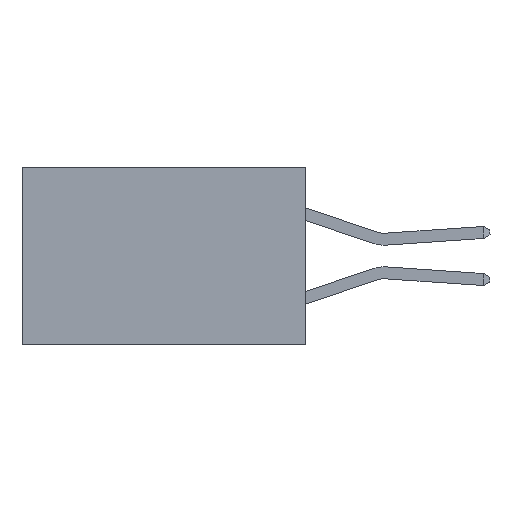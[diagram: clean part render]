
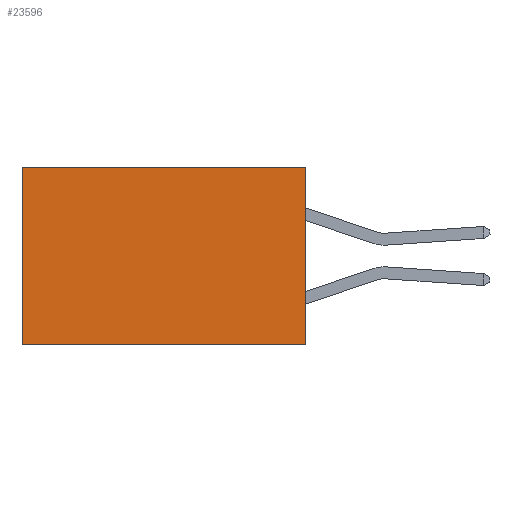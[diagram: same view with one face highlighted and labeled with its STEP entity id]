
A CAD part, left-side view. The second image highlights one B-rep face of the part: STEP entity #23596.
In plain terms, the highlighted planar face has unit normal (-1, 0, 0).
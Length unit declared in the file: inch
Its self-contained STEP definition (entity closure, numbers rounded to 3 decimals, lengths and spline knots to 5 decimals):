
#532 = CARTESIAN_POINT ( 'NONE',  ( 0.277, 0., -0.37 ) ) ;
#2377 = AXIS2_PLACEMENT_3D ( 'NONE', #532, #17128, #2987 ) ;
#2987 = DIRECTION ( 'NONE',  ( 0., 0., -1. ) ) ;
#3758 = DIRECTION ( 'NONE',  ( 0., 1., 0. ) ) ;
#4668 = VECTOR ( 'NONE', #6749, 39.37008 ) ;
#4989 = VERTEX_POINT ( 'NONE', #9654 ) ;
#5218 = ORIENTED_EDGE ( 'NONE', *, *, #25184, .T. ) ;
#6468 = VECTOR ( 'NONE', #25289, 39.37008 ) ;
#6541 = CARTESIAN_POINT ( 'NONE',  ( 0.277, 0.59, 0. ) ) ;
#6749 = DIRECTION ( 'NONE',  ( 0., 0., -1. ) ) ;
#6929 = CARTESIAN_POINT ( 'NONE',  ( 0.277, 0.59, -0.37 ) ) ;
#7916 = CARTESIAN_POINT ( 'NONE',  ( 0.277, 0., -0.37 ) ) ;
#8178 = DIRECTION ( 'NONE',  ( 0., 1., 0. ) ) ;
#9654 = CARTESIAN_POINT ( 'NONE',  ( 0.277, 0.59, -0.37 ) ) ;
#9948 = FACE_OUTER_BOUND ( 'NONE', #28340, .T. ) ;
#10254 = EDGE_CURVE ( 'NONE', #29107, #4989, #23329, .T. ) ;
#10401 = CARTESIAN_POINT ( 'NONE',  ( 0.277, 0., -0.37 ) ) ;
#11103 = VECTOR ( 'NONE', #3758, 39.37008 ) ;
#11252 = EDGE_CURVE ( 'NONE', #25246, #14505, #25102, .T. ) ;
#13364 = CARTESIAN_POINT ( 'NONE',  ( 0.277, 0., 0. ) ) ;
#14505 = VERTEX_POINT ( 'NONE', #10401 ) ;
#14582 = EDGE_CURVE ( 'NONE', #14505, #4989, #25035, .T. ) ;
#14788 = PLANE ( 'NONE',  #2377 ) ;
#14933 = ORIENTED_EDGE ( 'NONE', *, *, #11252, .F. ) ;
#17128 = DIRECTION ( 'NONE',  ( 1., 0., 0. ) ) ;
#18341 = ORIENTED_EDGE ( 'NONE', *, *, #14582, .F. ) ;
#18878 = ORIENTED_EDGE ( 'NONE', *, *, #10254, .T. ) ;
#20068 = CARTESIAN_POINT ( 'NONE',  ( 0.277, 0., 0. ) ) ;
#23329 = LINE ( 'NONE', #6929, #4668 ) ;
#23596 = ADVANCED_FACE ( 'NONE', ( #9948 ), #14788, .F. ) ;
#24317 = VECTOR ( 'NONE', #8178, 39.37008 ) ;
#25035 = LINE ( 'NONE', #7916, #24317 ) ;
#25102 = LINE ( 'NONE', #25284, #6468 ) ;
#25184 = EDGE_CURVE ( 'NONE', #25246, #29107, #29597, .T. ) ;
#25246 = VERTEX_POINT ( 'NONE', #13364 ) ;
#25284 = CARTESIAN_POINT ( 'NONE',  ( 0.277, 0., -0.37 ) ) ;
#25289 = DIRECTION ( 'NONE',  ( 0., 0., -1. ) ) ;
#28340 = EDGE_LOOP ( 'NONE', ( #18878, #18341, #14933, #5218 ) ) ;
#29107 = VERTEX_POINT ( 'NONE', #6541 ) ;
#29597 = LINE ( 'NONE', #20068, #11103 ) ;
